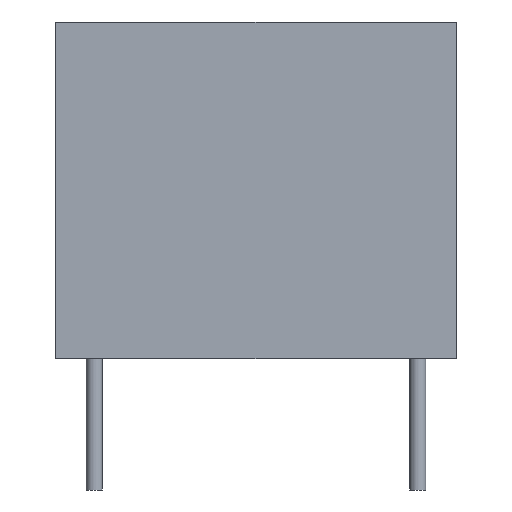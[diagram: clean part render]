
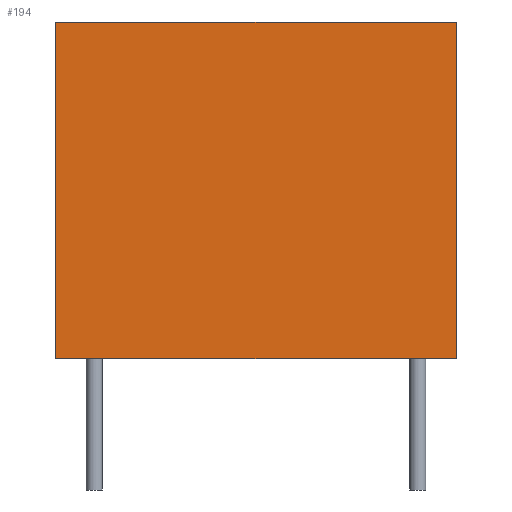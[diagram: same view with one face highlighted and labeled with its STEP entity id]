
A CAD part, front view. The second image highlights one B-rep face of the part: STEP entity #194.
In plain terms, the highlighted planar face has unit normal (0, -1, 0).
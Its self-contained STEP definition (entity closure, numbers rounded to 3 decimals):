
#194=ADVANCED_FACE('',(#200),#195,.T.);
#195=PLANE('',#196);
#196=AXIS2_PLACEMENT_3D('',#197,#198,#199);
#197=CARTESIAN_POINT('',(-1.497,-3.746,0.0));
#198=DIRECTION('',(0.0,-1.0,0.0));
#199=DIRECTION('',(0.,0.,1.));
#200=FACE_OUTER_BOUND('',#201,.T.);
#201=EDGE_LOOP('',(#202,#212,#222,#232));
#205=CARTESIAN_POINT('',(13.997,-3.746,0.0));
#204=VERTEX_POINT('',#205);
#207=CARTESIAN_POINT('',(-1.497,-3.746,0.0));
#206=VERTEX_POINT('',#207);
#203=EDGE_CURVE('',#204,#206,#208,.T.);
#208=LINE('',#205,#210);
#210=VECTOR('',#211,15.494);
#211=DIRECTION('',(-1.0,0.0,0.0));
#202=ORIENTED_EDGE('',*,*,#203,.F.);
#215=CARTESIAN_POINT('',(13.997,-3.746,13.005));
#214=VERTEX_POINT('',#215);
#213=EDGE_CURVE('',#214,#204,#218,.T.);
#218=LINE('',#215,#220);
#220=VECTOR('',#221,13.005);
#221=DIRECTION('',(0.0,0.0,-1.0));
#212=ORIENTED_EDGE('',*,*,#213,.F.);
#225=CARTESIAN_POINT('',(-1.497,-3.746,13.005));
#224=VERTEX_POINT('',#225);
#223=EDGE_CURVE('',#224,#214,#228,.T.);
#228=LINE('',#225,#230);
#230=VECTOR('',#231,15.494);
#231=DIRECTION('',(1.0,0.0,0.0));
#222=ORIENTED_EDGE('',*,*,#223,.F.);
#233=EDGE_CURVE('',#206,#224,#238,.T.);
#238=LINE('',#207,#240);
#240=VECTOR('',#241,13.005);
#241=DIRECTION('',(0.0,0.0,1.0));
#232=ORIENTED_EDGE('',*,*,#233,.F.);
